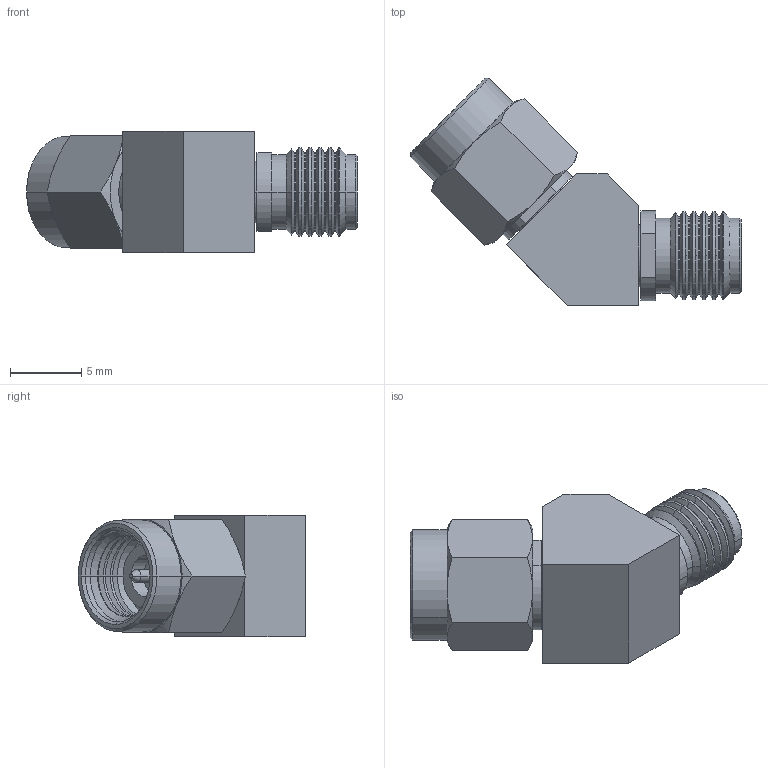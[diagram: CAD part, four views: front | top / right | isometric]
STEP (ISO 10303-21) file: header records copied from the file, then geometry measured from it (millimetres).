
FILE_DESCRIPTION (( 'STEP AP214' ), '1' );
FILE_NAME ('FMAD1591_3D.step', '2024-02-27T23:38:57', ( '' ), ( '' ), 'SwSTEP 2.0', 'SolidWorks 2022', '' );
FILE_SCHEMA (( 'AUTOMOTIVE_DESIGN' ));
Length unit declared in the file: inch
Products named in the file (5): ALS-K3K8-2-BODY.stp; AD45S-K3K8-3.stp; FMAD1591_3D; ALS-K3K8-4-BODY.stp; ad45s-k3k8_asm.stp
Assembly tree (4 placements, depth 3):
  FMAD1591_3D
    ad45s-k3k8_asm.stp
      AD45S-K3K8-3.stp
      ALS-K3K8-2-BODY.stp
      ALS-K3K8-4-BODY.stp
Bounding box: 23.22 x 15.95 x 8.5 mm (x, y, z)
Volume: 1025 mm3; surface area: 1264.5 mm2
Topology: 3 solids, 3 shells, 194 faces, 424 edges, 247 vertices
Faces by surface type: cone 86, cylinder 72, plane 36
Entity records: 5578 total; most frequent: CARTESIAN_POINT 1039, DIRECTION 1016, ORIENTED_EDGE 844, EDGE_CURVE 422, AXIS2_PLACEMENT_3D 416, VERTEX_POINT 247, CIRCLE 214, EDGE_LOOP 207
